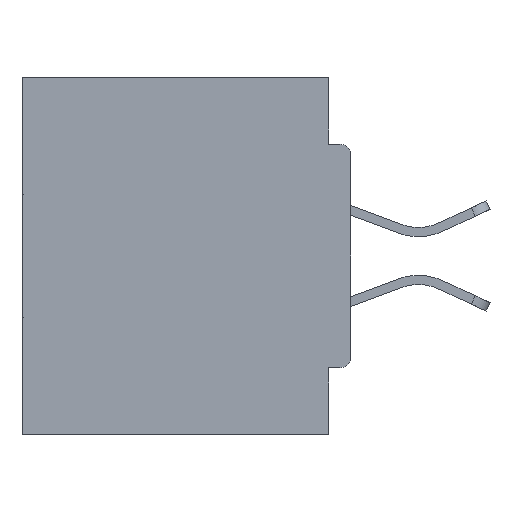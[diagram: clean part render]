
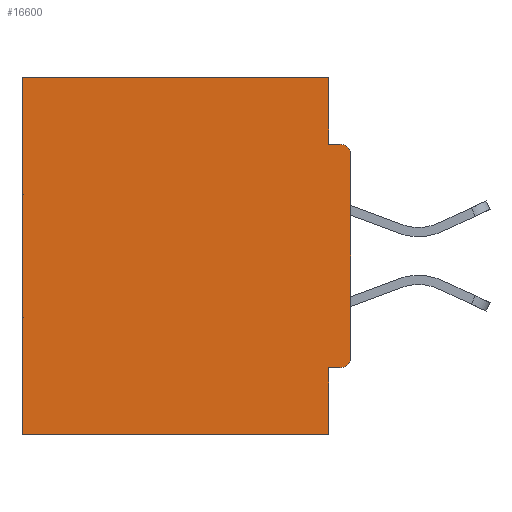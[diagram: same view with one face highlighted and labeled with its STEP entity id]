
A CAD part, left-side view. The second image highlights one B-rep face of the part: STEP entity #16600.
In plain terms, the highlighted planar face has unit normal (-1, 0, 0).
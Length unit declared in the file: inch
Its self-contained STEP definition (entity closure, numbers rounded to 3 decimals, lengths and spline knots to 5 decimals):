
#20 = ORIENTED_EDGE ( 'NONE', *, *, #14949, .F. ) ;
#531 = EDGE_CURVE ( 'NONE', #28635, #13542, #6240, .T. ) ;
#1679 = CARTESIAN_POINT ( 'NONE',  ( 0.298, 0., -0.5 ) ) ;
#1846 = CARTESIAN_POINT ( 'NONE',  ( 0.298, 0.015, -0.3915 ) ) ;
#2309 = FACE_OUTER_BOUND ( 'NONE', #22422, .T. ) ;
#2415 = ORIENTED_EDGE ( 'NONE', *, *, #36765, .F. ) ;
#2488 = AXIS2_PLACEMENT_3D ( 'NONE', #3220, #39191, #26578 ) ;
#2819 = LINE ( 'NONE', #31249, #7306 ) ;
#3055 = CARTESIAN_POINT ( 'NONE',  ( 0.298, 0.031, -0.5 ) ) ;
#3220 = CARTESIAN_POINT ( 'NONE',  ( 0.298, 0., 0. ) ) ;
#3274 = LINE ( 'NONE', #38111, #38815 ) ;
#4188 = CARTESIAN_POINT ( 'NONE',  ( 0.298, 0.46, 0. ) ) ;
#4378 = VERTEX_POINT ( 'NONE', #5394 ) ;
#4680 = VERTEX_POINT ( 'NONE', #15725 ) ;
#5394 = CARTESIAN_POINT ( 'NONE',  ( 0.298, 0., -0.3915 ) ) ;
#5518 = LINE ( 'NONE', #34317, #32587 ) ;
#6240 = LINE ( 'NONE', #3055, #19808 ) ;
#7306 = VECTOR ( 'NONE', #35375, 39.37008 ) ;
#8151 = VERTEX_POINT ( 'NONE', #18453 ) ;
#8471 = LINE ( 'NONE', #40738, #13532 ) ;
#9448 = AXIS2_PLACEMENT_3D ( 'NONE', #35287, #25753, #38507 ) ;
#10924 = ORIENTED_EDGE ( 'NONE', *, *, #38760, .T. ) ;
#12316 = DIRECTION ( 'NONE',  ( 0., 0., -1. ) ) ;
#12442 = EDGE_CURVE ( 'NONE', #13542, #33779, #38559, .T. ) ;
#13124 = EDGE_CURVE ( 'NONE', #26255, #33779, #23481, .T. ) ;
#13532 = VECTOR ( 'NONE', #17844, 39.37008 ) ;
#13542 = VERTEX_POINT ( 'NONE', #37513 ) ;
#14406 = EDGE_CURVE ( 'NONE', #4680, #26255, #2819, .T. ) ;
#14516 = DIRECTION ( 'NONE',  ( 0., -1., 0. ) ) ;
#14558 = VERTEX_POINT ( 'NONE', #22387 ) ;
#14949 = EDGE_CURVE ( 'NONE', #14558, #28635, #8471, .T. ) ;
#15725 = CARTESIAN_POINT ( 'NONE',  ( 0.298, 0.031, 0. ) ) ;
#16219 = LINE ( 'NONE', #17859, #35276 ) ;
#16600 = ADVANCED_FACE ( 'NONE', ( #2309 ), #19150, .F. ) ;
#16888 = ORIENTED_EDGE ( 'NONE', *, *, #13124, .T. ) ;
#17205 = CARTESIAN_POINT ( 'NONE',  ( 0.298, 0.031, -0.4065 ) ) ;
#17844 = DIRECTION ( 'NONE',  ( 0., 1., 0. ) ) ;
#17859 = CARTESIAN_POINT ( 'NONE',  ( 0.298, 0., -0.0935 ) ) ;
#18195 = EDGE_CURVE ( 'NONE', #4680, #26222, #3274, .T. ) ;
#18453 = CARTESIAN_POINT ( 'NONE',  ( 0.298, 0., -0.1085 ) ) ;
#19150 = PLANE ( 'NONE',  #2488 ) ;
#19808 = VECTOR ( 'NONE', #35092, 39.37008 ) ;
#19843 = CIRCLE ( 'NONE', #9448, 0.015 ) ;
#20755 = CARTESIAN_POINT ( 'NONE',  ( 0.298, 0.015, -0.0935 ) ) ;
#21709 = EDGE_CURVE ( 'NONE', #26222, #39515, #16219, .T. ) ;
#22327 = ORIENTED_EDGE ( 'NONE', *, *, #18195, .F. ) ;
#22387 = CARTESIAN_POINT ( 'NONE',  ( 0.298, 0.015, -0.4065 ) ) ;
#22422 = EDGE_LOOP ( 'NONE', ( #10924, #27162, #22327, #34668, #16888, #25921, #31681, #20, #33621, #2415 ) ) ;
#22988 = VECTOR ( 'NONE', #38402, 39.37008 ) ;
#23481 = LINE ( 'NONE', #41234, #22988 ) ;
#25753 = DIRECTION ( 'NONE',  ( -1., 0., 0. ) ) ;
#25921 = ORIENTED_EDGE ( 'NONE', *, *, #12442, .F. ) ;
#26222 = VERTEX_POINT ( 'NONE', #39186 ) ;
#26255 = VERTEX_POINT ( 'NONE', #4188 ) ;
#26578 = DIRECTION ( 'NONE',  ( 0., 0., -1. ) ) ;
#26747 = CIRCLE ( 'NONE', #38009, 0.015 ) ;
#27162 = ORIENTED_EDGE ( 'NONE', *, *, #21709, .F. ) ;
#27458 = DIRECTION ( 'NONE',  ( 0., 1., 0. ) ) ;
#28607 = DIRECTION ( 'NONE',  ( 0., 0., -1. ) ) ;
#28635 = VERTEX_POINT ( 'NONE', #17205 ) ;
#31249 = CARTESIAN_POINT ( 'NONE',  ( 0.298, 0., 0. ) ) ;
#31288 = DIRECTION ( 'NONE',  ( 0., 0., -1. ) ) ;
#31681 = ORIENTED_EDGE ( 'NONE', *, *, #531, .F. ) ;
#32587 = VECTOR ( 'NONE', #12316, 39.37008 ) ;
#33621 = ORIENTED_EDGE ( 'NONE', *, *, #41366, .T. ) ;
#33779 = VERTEX_POINT ( 'NONE', #41456 ) ;
#33940 = DIRECTION ( 'NONE',  ( -1., 0., 0. ) ) ;
#34317 = CARTESIAN_POINT ( 'NONE',  ( 0.298, 0., 0. ) ) ;
#34534 = VECTOR ( 'NONE', #27458, 39.37008 ) ;
#34668 = ORIENTED_EDGE ( 'NONE', *, *, #14406, .T. ) ;
#35092 = DIRECTION ( 'NONE',  ( 0., 0., -1. ) ) ;
#35276 = VECTOR ( 'NONE', #14516, 39.37008 ) ;
#35287 = CARTESIAN_POINT ( 'NONE',  ( 0.298, 0.015, -0.1085 ) ) ;
#35375 = DIRECTION ( 'NONE',  ( 0., 1., 0. ) ) ;
#36765 = EDGE_CURVE ( 'NONE', #8151, #4378, #5518, .T. ) ;
#37513 = CARTESIAN_POINT ( 'NONE',  ( 0.298, 0.031, -0.5 ) ) ;
#38009 = AXIS2_PLACEMENT_3D ( 'NONE', #1846, #33940, #31288 ) ;
#38111 = CARTESIAN_POINT ( 'NONE',  ( 0.298, 0.031, -0.5 ) ) ;
#38402 = DIRECTION ( 'NONE',  ( 0., 0., -1. ) ) ;
#38507 = DIRECTION ( 'NONE',  ( 0., 0., -1. ) ) ;
#38559 = LINE ( 'NONE', #1679, #34534 ) ;
#38760 = EDGE_CURVE ( 'NONE', #8151, #39515, #19843, .T. ) ;
#38815 = VECTOR ( 'NONE', #28607, 39.37008 ) ;
#39186 = CARTESIAN_POINT ( 'NONE',  ( 0.298, 0.031, -0.0935 ) ) ;
#39191 = DIRECTION ( 'NONE',  ( 1., 0., 0. ) ) ;
#39515 = VERTEX_POINT ( 'NONE', #20755 ) ;
#40738 = CARTESIAN_POINT ( 'NONE',  ( 0.298, 0., -0.4065 ) ) ;
#41234 = CARTESIAN_POINT ( 'NONE',  ( 0.298, 0.46, 0. ) ) ;
#41366 = EDGE_CURVE ( 'NONE', #14558, #4378, #26747, .T. ) ;
#41456 = CARTESIAN_POINT ( 'NONE',  ( 0.298, 0.46, -0.5 ) ) ;
